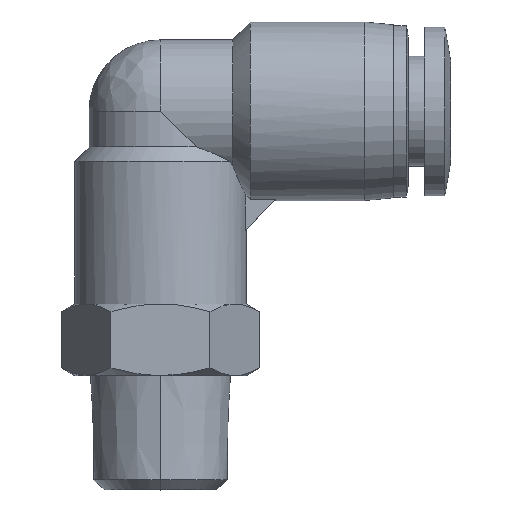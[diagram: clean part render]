
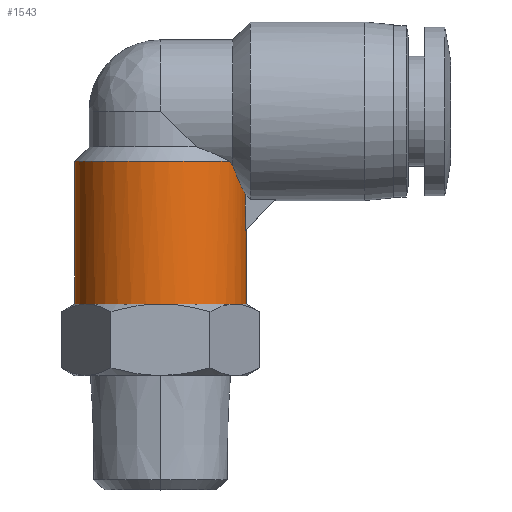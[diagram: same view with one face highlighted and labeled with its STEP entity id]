
A CAD part, top view. The second image highlights one B-rep face of the part: STEP entity #1543.
In plain terms, the highlighted cylindrical face has radius 6 mm (diameter 12 mm), a partial arc.
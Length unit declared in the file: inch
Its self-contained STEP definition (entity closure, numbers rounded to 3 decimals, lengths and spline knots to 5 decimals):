
#23 = CARTESIAN_POINT ( 'NONE',  ( 0., 0.19685, 0. ) ) ;
#24 = DIRECTION ( 'NONE',  ( 0., 1., 0. ) ) ;
#26 = DIRECTION ( 'NONE',  ( 0., 1., 0. ) ) ;
#52 = B_SPLINE_CURVE_WITH_KNOTS ( 'NONE', 3,
 ( #420, #1253, #2304, #1382 ),
 .UNSPECIFIED., .F., .F.,
 ( 4, 4 ),
 ( 0., 0.00051 ),
 .UNSPECIFIED. ) ;
#58 = CARTESIAN_POINT ( 'NONE',  ( 0.23292, 0.19685, 0.03937 ) ) ;
#117 = EDGE_CURVE ( 'NONE', #764, #1228, #354, .T. ) ;
#138 = CARTESIAN_POINT ( 'NONE',  ( 0.22111, 0.32866, 0.08349 ) ) ;
#147 = CARTESIAN_POINT ( 'NONE',  ( 0.22403, 0.32242, 0.07545 ) ) ;
#154 = DIRECTION ( 'NONE',  ( 0., 1., 0. ) ) ;
#178 = EDGE_CURVE ( 'NONE', #1324, #1082, #364, .T. ) ;
#180 = CARTESIAN_POINT ( 'NONE',  ( 0.22908, 0.3118, 0.05835 ) ) ;
#186 = DIRECTION ( 'NONE',  ( -1., 0., 0. ) ) ;
#192 = CARTESIAN_POINT ( 'NONE',  ( 0.23125, 0.30733, 0.04923 ) ) ;
#200 = DIRECTION ( 'NONE',  ( 0., 1., 0. ) ) ;
#213 = CARTESIAN_POINT ( 'NONE',  ( 0., 0., 0. ) ) ;
#239 = CARTESIAN_POINT ( 'NONE',  ( 0.23622, 0.19685, 0. ) ) ;
#296 = VERTEX_POINT ( 'NONE', #1937 ) ;
#346 = CARTESIAN_POINT ( 'NONE',  ( 0.23292, 0.20339, 0.03937 ) ) ;
#347 = LINE ( 'NONE', #402, #348 ) ;
#348 = VECTOR ( 'NONE', #1960, 39.37008 ) ;
#354 = CIRCLE ( 'NONE', #1854, 0.23622 ) ;
#364 = LINE ( 'NONE', #239, #372 ) ;
#372 = VECTOR ( 'NONE', #154, 39.37008 ) ;
#402 = CARTESIAN_POINT ( 'NONE',  ( -0.23622, 0.19685, 0. ) ) ;
#420 = CARTESIAN_POINT ( 'NONE',  ( 0.18984, 0.3937, 0.14058 ) ) ;
#429 =( BOUNDED_CURVE ( )  B_SPLINE_CURVE ( 3, ( #1027, #2039, #1296, #3002 ),
 .UNSPECIFIED., .F., .T. ) 
 B_SPLINE_CURVE_WITH_KNOTS ( ( 4, 4 ),
 ( 0., 0.16745 ),
 .UNSPECIFIED. ) 
 CURVE ( )  GEOMETRIC_REPRESENTATION_ITEM ( )  RATIONAL_B_SPLINE_CURVE ( ( 1., 0.998, 0.998, 1. ) ) 
 REPRESENTATION_ITEM ( '' )  );
#430 = CARTESIAN_POINT ( 'NONE',  ( 0.23292, 0.30393, 0.03937 ) ) ;
#472 = CARTESIAN_POINT ( 'NONE',  ( 0.23622, 0., 0. ) ) ;
#524 = DIRECTION ( 'NONE',  ( 0., 1., 0. ) ) ;
#591 = VERTEX_POINT ( 'NONE', #2281 ) ;
#653 = VERTEX_POINT ( 'NONE', #1581 ) ;
#729 = CARTESIAN_POINT ( 'NONE',  ( 0.19882, 0.38157, 0.12756 ) ) ;
#751 = EDGE_CURVE ( 'NONE', #2962, #591, #3141, .T. ) ;
#764 = VERTEX_POINT ( 'NONE', #2729 ) ;
#822 = DIRECTION ( 'NONE',  ( -1., 0., 0. ) ) ;
#847 = EDGE_CURVE ( 'NONE', #653, #1318, #2272, .T. ) ;
#856 = ORIENTED_EDGE ( 'NONE', *, *, #751, .T. ) ;
#867 = CIRCLE ( 'NONE', #1865, 0.23622 ) ;
#925 = AXIS2_PLACEMENT_3D ( 'NONE', #2482, #2430, #2252 ) ;
#934 = EDGE_CURVE ( 'NONE', #296, #1318, #52, .T. ) ;
#994 = VERTEX_POINT ( 'NONE', #1651 ) ;
#1007 = CIRCLE ( 'NONE', #2104, 0.23622 ) ;
#1027 = CARTESIAN_POINT ( 'NONE',  ( 0.23622, 0.20669, 0. ) ) ;
#1040 = VERTEX_POINT ( 'NONE', #346 ) ;
#1074 = EDGE_CURVE ( 'NONE', #296, #994, #1007, .T. ) ;
#1082 = VERTEX_POINT ( 'NONE', #3032 ) ;
#1163 = CARTESIAN_POINT ( 'NONE',  ( -0.23622, 0., 0. ) ) ;
#1228 = VERTEX_POINT ( 'NONE', #2782 ) ;
#1253 = CARTESIAN_POINT ( 'NONE',  ( 0.1929, 0.38948, 0.13645 ) ) ;
#1296 = CARTESIAN_POINT ( 'NONE',  ( 0.23512, 0.20559, 0.02635 ) ) ;
#1318 = VERTEX_POINT ( 'NONE', #729 ) ;
#1324 = VERTEX_POINT ( 'NONE', #472 ) ;
#1382 = CARTESIAN_POINT ( 'NONE',  ( 0.19882, 0.38157, 0.12756 ) ) ;
#1395 = EDGE_CURVE ( 'NONE', #591, #764, #3100, .T. ) ;
#1470 = AXIS2_PLACEMENT_3D ( 'NONE', #1593, #26, #1862 ) ;
#1509 = ORIENTED_EDGE ( 'NONE', *, *, #1659, .T. ) ;
#1543 = ADVANCED_FACE ( 'NONE', ( #2578 ), #2466, .T. ) ;
#1549 = ORIENTED_EDGE ( 'NONE', *, *, #117, .T. ) ;
#1581 = CARTESIAN_POINT ( 'NONE',  ( 0.23292, 0.30393, 0.03937 ) ) ;
#1591 = CARTESIAN_POINT ( 'NONE',  ( 0., 0., 0. ) ) ;
#1593 = CARTESIAN_POINT ( 'NONE',  ( 0., 0., 0. ) ) ;
#1602 = ORIENTED_EDGE ( 'NONE', *, *, #2229, .T. ) ;
#1641 = ORIENTED_EDGE ( 'NONE', *, *, #178, .T. ) ;
#1651 = CARTESIAN_POINT ( 'NONE',  ( -0.23622, 0.3937, 0. ) ) ;
#1659 = EDGE_CURVE ( 'NONE', #1040, #653, #2338, .T. ) ;
#1854 = AXIS2_PLACEMENT_3D ( 'NONE', #213, #200, #186 ) ;
#1856 = DIRECTION ( 'NONE',  ( -1., 0., 0. ) ) ;
#1859 = DIRECTION ( 'NONE',  ( -1., 0., 0. ) ) ;
#1862 = DIRECTION ( 'NONE',  ( -1., 0., 0. ) ) ;
#1865 = AXIS2_PLACEMENT_3D ( 'NONE', #1591, #24, #1859 ) ;
#1917 = EDGE_LOOP ( 'NONE', ( #1602, #1641, #2283, #1509, #3237, #2996, #2356, #2442, #856, #2565, #1549 ) ) ;
#1937 = CARTESIAN_POINT ( 'NONE',  ( 0.18984, 0.3937, 0.14058 ) ) ;
#1960 = DIRECTION ( 'NONE',  ( 0., 1., 0. ) ) ;
#2012 = CARTESIAN_POINT ( 'NONE',  ( 0.20532, 0.36442, 0.11743 ) ) ;
#2023 = CARTESIAN_POINT ( 'NONE',  ( 0.19882, 0.38157, 0.12756 ) ) ;
#2039 = CARTESIAN_POINT ( 'NONE',  ( 0.23622, 0.20669, 0.0132 ) ) ;
#2070 = EDGE_CURVE ( 'NONE', #1082, #1040, #429, .T. ) ;
#2104 = AXIS2_PLACEMENT_3D ( 'NONE', #2998, #3010, #822 ) ;
#2221 = AXIS2_PLACEMENT_3D ( 'NONE', #23, #524, #1856 ) ;
#2229 = EDGE_CURVE ( 'NONE', #1228, #1324, #867, .T. ) ;
#2252 = DIRECTION ( 'NONE',  ( -1., 0., 0. ) ) ;
#2258 = CARTESIAN_POINT ( 'NONE',  ( 0.21197, 0.34891, 0.10545 ) ) ;
#2272 = B_SPLINE_CURVE_WITH_KNOTS ( 'NONE', 3,
 ( #430, #192, #180, #147, #138, #2258, #2012, #2023 ),
 .UNSPECIFIED., .F., .F.,
 ( 4, 2, 2, 4 ),
 ( 0., 0.00079, 0.00158, 0.00316 ),
 .UNSPECIFIED. ) ;
#2281 = CARTESIAN_POINT ( 'NONE',  ( -0.20457, 0., 0.11811 ) ) ;
#2283 = ORIENTED_EDGE ( 'NONE', *, *, #2070, .T. ) ;
#2304 = CARTESIAN_POINT ( 'NONE',  ( 0.1959, 0.38544, 0.13211 ) ) ;
#2314 = VECTOR ( 'NONE', #3069, 39.37008 ) ;
#2338 = LINE ( 'NONE', #58, #2314 ) ;
#2356 = ORIENTED_EDGE ( 'NONE', *, *, #1074, .T. ) ;
#2410 = EDGE_CURVE ( 'NONE', #2962, #994, #347, .T. ) ;
#2430 = DIRECTION ( 'NONE',  ( 0., 1., 0. ) ) ;
#2442 = ORIENTED_EDGE ( 'NONE', *, *, #2410, .F. ) ;
#2466 = CYLINDRICAL_SURFACE ( 'NONE', #2221, 0.23622 ) ;
#2482 = CARTESIAN_POINT ( 'NONE',  ( 0., 0., 0. ) ) ;
#2565 = ORIENTED_EDGE ( 'NONE', *, *, #1395, .T. ) ;
#2578 = FACE_OUTER_BOUND ( 'NONE', #1917, .T. ) ;
#2729 = CARTESIAN_POINT ( 'NONE',  ( 0., 0., 0.23622 ) ) ;
#2782 = CARTESIAN_POINT ( 'NONE',  ( 0.20457, 0., 0.11811 ) ) ;
#2962 = VERTEX_POINT ( 'NONE', #1163 ) ;
#2996 = ORIENTED_EDGE ( 'NONE', *, *, #934, .F. ) ;
#2998 = CARTESIAN_POINT ( 'NONE',  ( 0., 0.3937, 0. ) ) ;
#3002 = CARTESIAN_POINT ( 'NONE',  ( 0.23292, 0.20339, 0.03937 ) ) ;
#3010 = DIRECTION ( 'NONE',  ( 0., -1., 0. ) ) ;
#3032 = CARTESIAN_POINT ( 'NONE',  ( 0.23622, 0.20669, 0. ) ) ;
#3069 = DIRECTION ( 'NONE',  ( 0., 1., 0. ) ) ;
#3100 = CIRCLE ( 'NONE', #1470, 0.23622 ) ;
#3141 = CIRCLE ( 'NONE', #925, 0.23622 ) ;
#3237 = ORIENTED_EDGE ( 'NONE', *, *, #847, .T. ) ;
